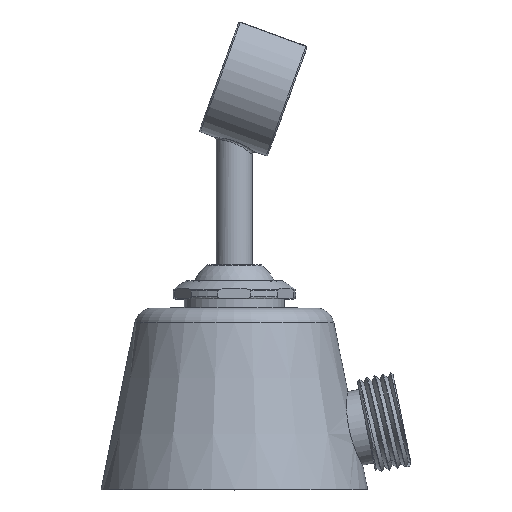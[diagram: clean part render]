
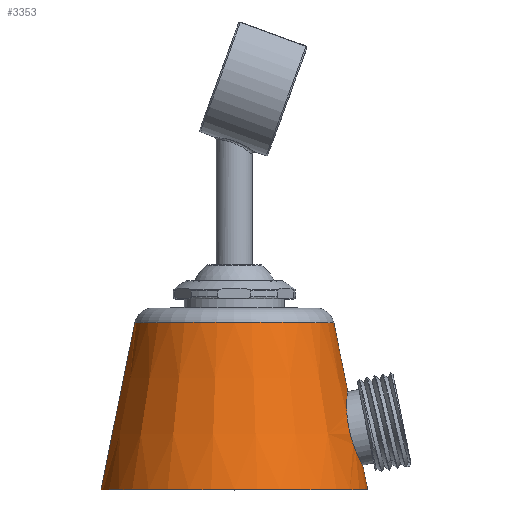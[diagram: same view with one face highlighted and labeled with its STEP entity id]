
A CAD part, top view. The second image highlights one B-rep face of the part: STEP entity #3353.
In plain terms, the highlighted conical face has half-angle 11.448 degrees and reference radius 25.625 mm.
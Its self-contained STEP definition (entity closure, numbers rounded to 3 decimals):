
#17=CARTESIAN_POINT('',(28.303,5.169,0.));
#18=CARTESIAN_POINT('',(28.303,5.169,0.306));
#19=CARTESIAN_POINT('',(28.287,5.2,0.919));
#20=CARTESIAN_POINT('',(28.215,5.337,1.829));
#21=CARTESIAN_POINT('',(28.096,5.566,2.723));
#22=CARTESIAN_POINT('',(27.933,5.886,3.589));
#23=CARTESIAN_POINT('',(27.729,6.297,4.42));
#24=CARTESIAN_POINT('',(27.49,6.794,5.201));
#25=CARTESIAN_POINT('',(27.223,7.375,5.92));
#26=CARTESIAN_POINT('',(26.937,8.032,6.568));
#27=CARTESIAN_POINT('',(26.642,8.753,7.131));
#28=CARTESIAN_POINT('',(26.346,9.531,7.604));
#29=CARTESIAN_POINT('',(26.061,10.35,7.98));
#30=CARTESIAN_POINT('',(25.793,11.202,8.257));
#31=CARTESIAN_POINT('',(25.549,12.076,8.434));
#32=CARTESIAN_POINT('',(25.333,12.963,8.512));
#33=CARTESIAN_POINT('',(25.149,13.858,8.492));
#34=CARTESIAN_POINT('',(24.999,14.743,8.376));
#35=CARTESIAN_POINT('',(24.883,15.613,8.166));
#36=CARTESIAN_POINT('',(24.8,16.456,7.868));
#37=CARTESIAN_POINT('',(24.748,17.268,7.484));
#38=CARTESIAN_POINT('',(24.722,18.043,7.015));
#39=CARTESIAN_POINT('',(24.719,18.77,6.466));
#40=CARTESIAN_POINT('',(24.735,19.444,5.84));
#41=CARTESIAN_POINT('',(24.765,20.051,5.143));
#42=CARTESIAN_POINT('',(24.802,20.583,4.383));
#43=CARTESIAN_POINT('',(24.841,21.032,3.564));
#44=CARTESIAN_POINT('',(24.877,21.387,2.706));
#45=CARTESIAN_POINT('',(24.907,21.643,1.816));
#46=CARTESIAN_POINT('',(24.925,21.797,0.91));
#47=CARTESIAN_POINT('',(24.929,21.831,0.303));
#48=CARTESIAN_POINT('',(24.929,21.831,0.));
#50=CARTESIAN_POINT('',(0.,0.,0.));
#51=DIRECTION('',(0.,-1.,0.));
#52=DIRECTION('',(1.,0.,0.));
#53=AXIS2_PLACEMENT_3D('',#50,#51,#52);
#55=CARTESIAN_POINT('',(0.,36.794,0.));
#56=DIRECTION('',(0.,1.,0.));
#57=DIRECTION('',(-1.,0.,0.));
#58=AXIS2_PLACEMENT_3D('',#55,#56,#57);
#101=DIRECTION('',(-0.198,0.98,0.));
#102=VECTOR('',#101,15.267);
#103=CARTESIAN_POINT('',(24.929,21.831,0.));
#104=LINE('',#103,#102);
#110=DIRECTION('',(0.198,0.98,0.));
#111=VECTOR('',#110,37.541);
#112=CARTESIAN_POINT('',(-29.35,0.,0.));
#113=LINE('',#112,#111);
#119=DIRECTION('',(-0.198,0.98,0.));
#120=VECTOR('',#119,5.274);
#121=CARTESIAN_POINT('',(29.35,0.,0.));
#122=LINE('',#121,#120);
#3002=CARTESIAN_POINT('',(29.35,0.,0.));
#3003=CARTESIAN_POINT('',(-29.35,0.,0.));
#3004=VERTEX_POINT('',#3002);
#3005=VERTEX_POINT('',#3003);
#3014=CARTESIAN_POINT('',(21.899,36.794,0.));
#3015=CARTESIAN_POINT('',(-21.899,36.794,0.));
#3016=VERTEX_POINT('',#3014);
#3017=VERTEX_POINT('',#3015);
#3026=VERTEX_POINT('',#17);
#3027=VERTEX_POINT('',#48);
#3334=CARTESIAN_POINT('',(0.,18.397,0.));
#3335=DIRECTION('',(0.,-1.,0.));
#3336=DIRECTION('',(-1.,0.,0.));
#3337=AXIS2_PLACEMENT_3D('',#3334,#3335,#3336);
#3338=CONICAL_SURFACE('',#3337,25.625,11.448);
#3340=ORIENTED_EDGE('',*,*,#3339,.F.);
#3342=ORIENTED_EDGE('',*,*,#3341,.F.);
#3344=ORIENTED_EDGE('',*,*,#3343,.T.);
#3346=ORIENTED_EDGE('',*,*,#3345,.T.);
#3348=ORIENTED_EDGE('',*,*,#3347,.T.);
#3350=ORIENTED_EDGE('',*,*,#3349,.F.);
#3351=EDGE_LOOP('',(#3340,#3342,#3344,#3346,#3348,#3350));
#3352=FACE_OUTER_BOUND('',#3351,.F.);
#3353=ADVANCED_FACE('',(#3352),#3338,.T.);
#49=B_SPLINE_CURVE_WITH_KNOTS('',3,(#17,#18,#19,#20,#21,#22,#23,#24,#25,#26,#27,
#28,#29,#30,#31,#32,#33,#34,#35,#36,#37,#38,#39,#40,#41,#42,#43,#44,#45,#46,#47,
#48),.UNSPECIFIED.,.F.,.F.,(4,1,1,1,1,1,1,1,1,1,1,1,1,1,1,1,1,1,1,1,1,1,1,1,1,1,
1,1,1,4),(0.,0.034,0.069,0.103,
0.138,0.172,0.207,0.241,
0.276,0.31,0.345,0.379,
0.414,0.448,0.483,0.517,
0.552,0.586,0.621,0.655,
0.69,0.724,0.759,0.793,
0.828,0.862,0.897,0.931,
0.966,1.),.UNSPECIFIED.);
#54=CIRCLE('',#53,29.35);
#59=CIRCLE('',#58,21.899);
#3339=EDGE_CURVE('',#3026,#3027,#49,.T.);
#3341=EDGE_CURVE('',#3004,#3026,#122,.T.);
#3343=EDGE_CURVE('',#3004,#3005,#54,.T.);
#3345=EDGE_CURVE('',#3005,#3017,#113,.T.);
#3347=EDGE_CURVE('',#3017,#3016,#59,.T.);
#3349=EDGE_CURVE('',#3027,#3016,#104,.T.);
